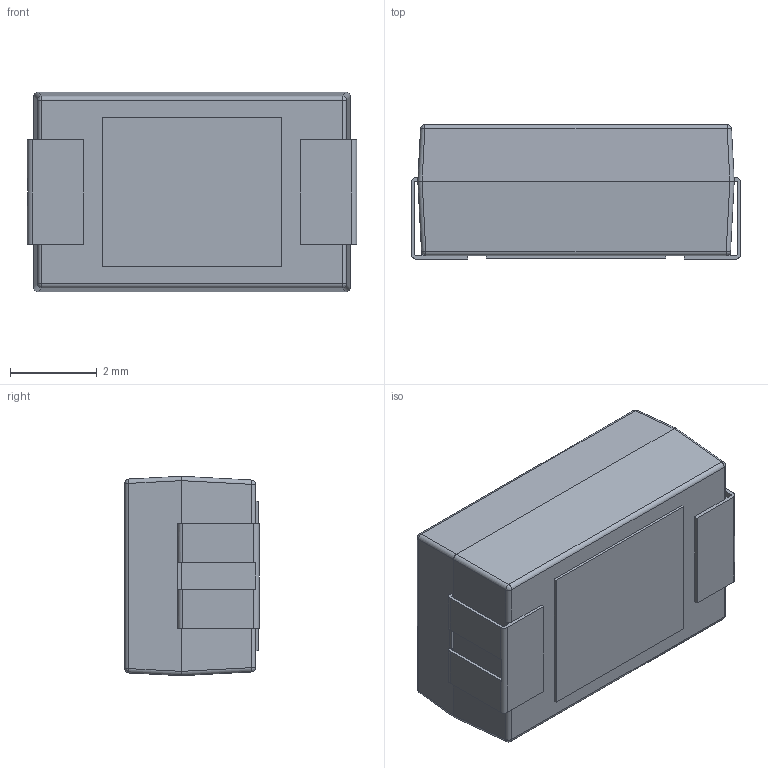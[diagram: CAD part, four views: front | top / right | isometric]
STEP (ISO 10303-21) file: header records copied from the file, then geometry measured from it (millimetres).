
FILE_DESCRIPTION (( 'STEP AP214' ), '1' );
FILE_NAME ('User Library-C-7343.STEP', '2020-07-16T06:21:05', ( '' ), ( '' ), 'SwSTEP 2.0', 'SolidWorks 2020', '' );
FILE_SCHEMA (( 'AUTOMOTIVE_DESIGN' ));
Length unit declared in the file: millimetre
Products named in the file (1): User Library-C-7343
Bounding box: 7.6 x 3.1 x 4.6 mm (x, y, z)
Volume: 100.4 mm3; surface area: 153.1 mm2
Topology: 1 solids, 1 shells, 162 faces, 435 edges, 278 vertices
Faces by surface type: plane 84, bspline 50, cylinder 28
Entity records: 8568 total; most frequent: CARTESIAN_POINT 3354, ORIENTED_EDGE 870, DIRECTION 625, EDGE_CURVE 435, LINE 295, VECTOR 295, VERTEX_POINT 278, EDGE_LOOP 171
